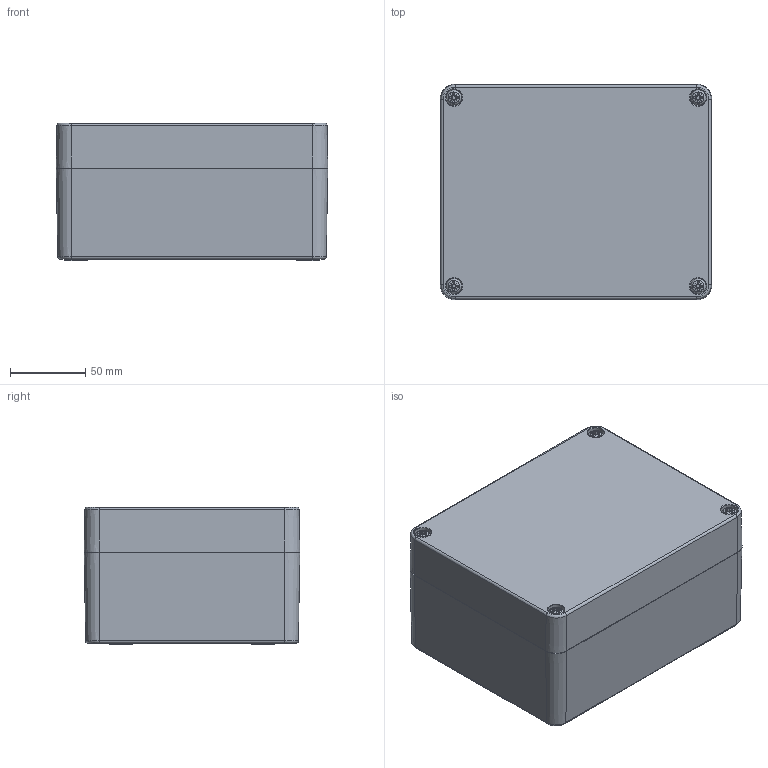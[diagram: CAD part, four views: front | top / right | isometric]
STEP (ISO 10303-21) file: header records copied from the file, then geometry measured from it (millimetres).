
FILE_DESCRIPTION((''),'2;1');
FILE_NAME('0101107500-MBA_181490_VE.stp','2014-10-20T11:37:14',('robin.rentz'),(''),'Autodesk Inventor 2012','Autodesk Inventor 2012','');
FILE_SCHEMA(('CONFIG_CONTROL_DESIGN'));
Length unit declared in the file: millimetre
Products named in the file (4): 0101107500-MBA_181490_VE; 0100107502-UT_181490_VE; 0100107501-OT_181490_VE; Schraube BM 6x35/10
Assembly tree (6 placements, depth 2):
  0101107500-MBA_181490_VE
    0100107502-UT_181490_VE
    0100107501-OT_181490_VE
    Schraube BM 6x35/10  x4
Bounding box: 180 x 143 x 91 mm (x, y, z)
Volume: 596500.8 mm3; surface area: 229430.8 mm2
Topology: 6 solids, 6 shells, 1367 faces, 3449 edges, 2200 vertices
Faces by surface type: plane 588, bspline 328, cylinder 192, torus 130, cone 124, sphere 5
Full cylindrical faces by diameter (mm): 4.917 x11, 5 x4, 6 x4, 7 x4, 7.2 x5, 7.5 x8, 8 x5, 10 x4, 11 x4, 11.5 x4, 12 x2
Entity records: 43421 total; most frequent: CARTESIAN_POINT 15855, ORIENTED_EDGE 6034, DIRECTION 4761, EDGE_CURVE 3017, VERTEX_POINT 1984, VECTOR 1707, LINE 1707, AXIS2_PLACEMENT_3D 1527
